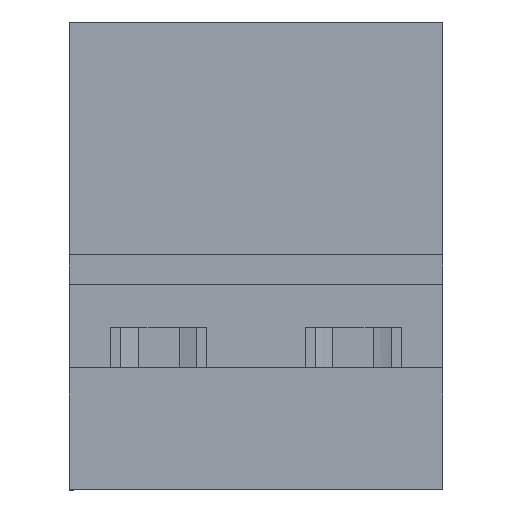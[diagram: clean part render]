
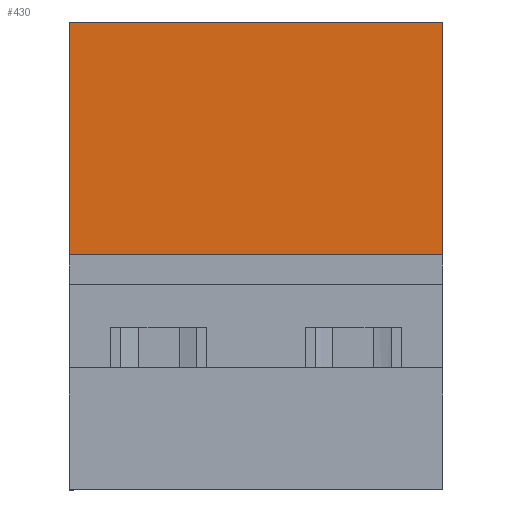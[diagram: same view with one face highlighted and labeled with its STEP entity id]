
A CAD part, top view. The second image highlights one B-rep face of the part: STEP entity #430.
In plain terms, the highlighted planar face has unit normal (0, 0, 1).
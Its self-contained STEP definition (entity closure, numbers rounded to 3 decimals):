
#410=AXIS2_PLACEMENT_3D('Plane Axis2P3D',#407,#408,#409) ;
#56=CARTESIAN_POINT('Vertex',(9.6,12.,9.18)) ;
#59=CARTESIAN_POINT('Line Origine',(9.6,9.01,9.18)) ;
#63=CARTESIAN_POINT('Vertex',(9.6,6.02,9.18)) ;
#383=CARTESIAN_POINT('Vertex',(0.,12.,9.18)) ;
#386=CARTESIAN_POINT('Line Origine',(4.8,12.,9.18)) ;
#407=CARTESIAN_POINT('Axis2P3D Location',(0.,3.12,9.18)) ;
#412=CARTESIAN_POINT('Line Origine',(0.,9.01,9.18)) ;
#416=CARTESIAN_POINT('Vertex',(0.,6.02,9.18)) ;
#419=CARTESIAN_POINT('Line Origine',(4.8,6.02,9.18)) ;
#60=DIRECTION('Vector Direction',(0.,1.,0.)) ;
#387=DIRECTION('Vector Direction',(1.,0.,0.)) ;
#408=DIRECTION('Axis2P3D Direction',(0.,0.,-1.)) ;
#409=DIRECTION('Axis2P3D XDirection',(0.,1.,0.)) ;
#413=DIRECTION('Vector Direction',(0.,-1.,0.)) ;
#420=DIRECTION('Vector Direction',(1.,0.,0.)) ;
#61=VECTOR('Line Direction',#60,1.) ;
#388=VECTOR('Line Direction',#387,1.) ;
#414=VECTOR('Line Direction',#413,1.) ;
#421=VECTOR('Line Direction',#420,1.) ;
#425=ORIENTED_EDGE('',*,*,#390,.F.) ;
#426=ORIENTED_EDGE('',*,*,#418,.T.) ;
#427=ORIENTED_EDGE('',*,*,#423,.T.) ;
#428=ORIENTED_EDGE('',*,*,#65,.T.) ;
#430=ADVANCED_FACE('Housing',(#429),#411,.F.) ;
#65=EDGE_CURVE('',#64,#57,#62,.T.) ;
#390=EDGE_CURVE('',#384,#57,#389,.T.) ;
#418=EDGE_CURVE('',#384,#417,#415,.T.) ;
#423=EDGE_CURVE('',#417,#64,#422,.T.) ;
#424=EDGE_LOOP('',(#425,#426,#427,#428)) ;
#429=FACE_OUTER_BOUND('',#424,.T.) ;
#62=LINE('Line',#59,#61) ;
#389=LINE('Line',#386,#388) ;
#415=LINE('Line',#412,#414) ;
#422=LINE('Line',#419,#421) ;
#411=PLANE('',#410) ;
#57=VERTEX_POINT('',#56) ;
#64=VERTEX_POINT('',#63) ;
#384=VERTEX_POINT('',#383) ;
#417=VERTEX_POINT('',#416) ;
